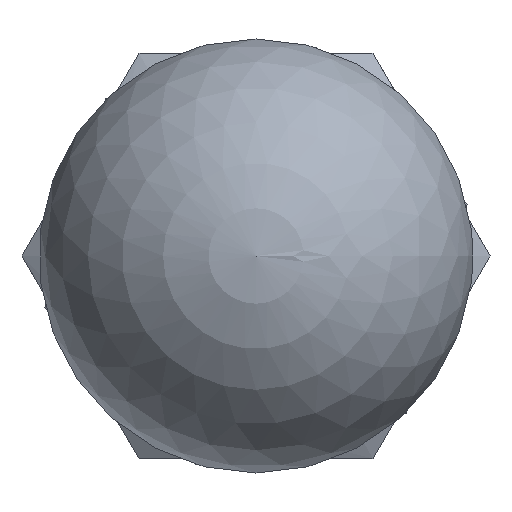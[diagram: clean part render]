
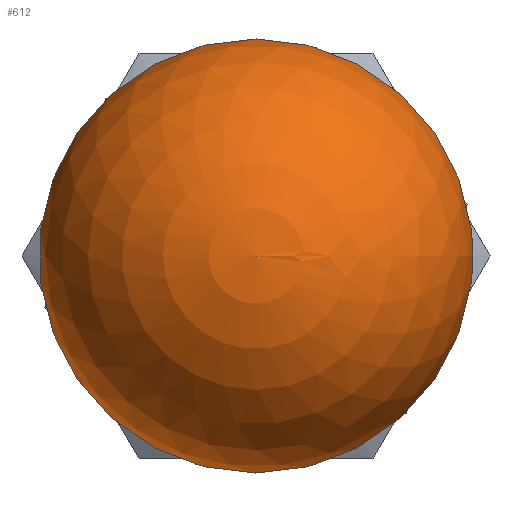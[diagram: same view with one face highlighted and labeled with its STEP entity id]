
A CAD part, left-side view. The second image highlights one B-rep face of the part: STEP entity #612.
In plain terms, the highlighted spherical face has radius 7.5 mm.
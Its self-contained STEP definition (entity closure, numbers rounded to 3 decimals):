
#35=SPHERICAL_SURFACE('',#708,7.5);
#102=FACE_OUTER_BOUND('',#142,.T.);
#142=EDGE_LOOP('',(#442,#443,#444,#445,#446));
#227=CIRCLE('',#709,6.);
#228=CIRCLE('',#710,6.);
#229=CIRCLE('',#711,7.5);
#230=CIRCLE('',#712,6.);
#273=VERTEX_POINT('',#1037);
#274=VERTEX_POINT('',#1038);
#275=VERTEX_POINT('',#1040);
#276=VERTEX_POINT('',#1042);
#339=EDGE_CURVE('',#273,#274,#227,.T.);
#340=EDGE_CURVE('',#274,#275,#228,.T.);
#341=EDGE_CURVE('',#276,#275,#229,.T.);
#342=EDGE_CURVE('',#275,#273,#230,.T.);
#442=ORIENTED_EDGE('',*,*,#339,.T.);
#443=ORIENTED_EDGE('',*,*,#340,.T.);
#444=ORIENTED_EDGE('',*,*,#341,.F.);
#445=ORIENTED_EDGE('',*,*,#341,.T.);
#446=ORIENTED_EDGE('',*,*,#342,.T.);
#612=ADVANCED_FACE('',(#102),#35,.T.);
#708=AXIS2_PLACEMENT_3D('',#1036,#816,#817);
#709=AXIS2_PLACEMENT_3D('',#1039,#818,#819);
#710=AXIS2_PLACEMENT_3D('',#1041,#820,#821);
#711=AXIS2_PLACEMENT_3D('',#1043,#822,#823);
#712=AXIS2_PLACEMENT_3D('',#1044,#824,#825);
#816=DIRECTION('center_axis',(-1.,0.,0.));
#817=DIRECTION('ref_axis',(0.,1.,0.));
#818=DIRECTION('center_axis',(-1.,0.,0.));
#819=DIRECTION('ref_axis',(0.,0.,1.));
#820=DIRECTION('center_axis',(-1.,0.,0.));
#821=DIRECTION('ref_axis',(0.,0.,1.));
#822=DIRECTION('center_axis',(0.,0.,
1.));
#823=DIRECTION('ref_axis',(0.,-1.,0.));
#824=DIRECTION('center_axis',(-1.,0.,0.));
#825=DIRECTION('ref_axis',(0.,0.,1.));
#1036=CARTESIAN_POINT('Origin',(0.,0.,
0.));
#1037=CARTESIAN_POINT('',(4.5,0.,6.));
#1038=CARTESIAN_POINT('',(4.5,0.,-6.));
#1039=CARTESIAN_POINT('Origin',(4.5,0.,0.));
#1040=CARTESIAN_POINT('',(4.5,-6.,0.));
#1041=CARTESIAN_POINT('Origin',(4.5,0.,0.));
#1042=CARTESIAN_POINT('',(-7.5,0.,0.));
#1043=CARTESIAN_POINT('Origin',(0.,0.,
0.));
#1044=CARTESIAN_POINT('Origin',(4.5,0.,0.));
